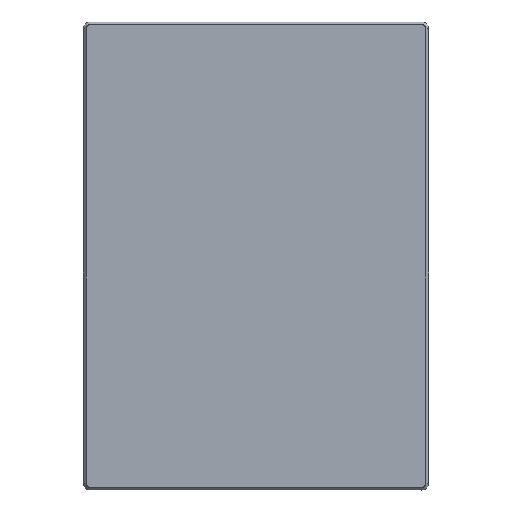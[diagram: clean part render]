
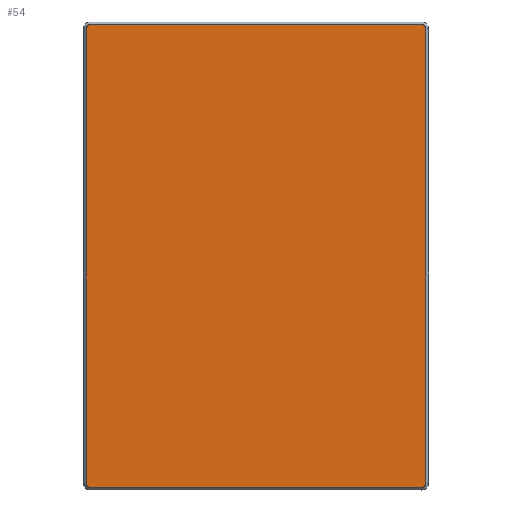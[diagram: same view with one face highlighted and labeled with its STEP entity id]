
A CAD part, top view. The second image highlights one B-rep face of the part: STEP entity #54.
In plain terms, the highlighted planar face has unit normal (0, 0, 1).
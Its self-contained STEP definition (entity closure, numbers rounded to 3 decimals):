
#13 = FACE_OUTER_BOUND ( 'NONE', #1275, .T. ) ;
#25 = EDGE_CURVE ( 'NONE', #1198, #801, #307, .T. ) ;
#34 = CARTESIAN_POINT ( 'NONE',  ( -48.968, -68.322, 197.647 ) ) ;
#44 = ORIENTED_EDGE ( 'NONE', *, *, #441, .F. ) ;
#54 = ADVANCED_FACE ( 'NONE', ( #13 ), #947, .F. ) ;
#91 = AXIS2_PLACEMENT_3D ( 'NONE', #839, #953, #1271 ) ;
#97 = CARTESIAN_POINT ( 'NONE',  ( 0.472, -68.322, 197.647 ) ) ;
#103 = ORIENTED_EDGE ( 'NONE', *, *, #1333, .F. ) ;
#107 = DIRECTION ( 'NONE',  ( 0., 0., -1. ) ) ;
#121 = VERTEX_POINT ( 'NONE', #1298 ) ;
#175 = DIRECTION ( 'NONE',  ( 0., -1., 0. ) ) ;
#181 = CIRCLE ( 'NONE', #91, 1.2 ) ;
#261 = AXIS2_PLACEMENT_3D ( 'NONE', #1352, #107, #1360 ) ;
#268 = CARTESIAN_POINT ( 'NONE',  ( -48.968, 68.322, 197.647 ) ) ;
#277 = CARTESIAN_POINT ( 'NONE',  ( 50.168, 0., 197.647 ) ) ;
#307 = LINE ( 'NONE', #841, #552 ) ;
#336 = CARTESIAN_POINT ( 'NONE',  ( -50.168, -67.122, 197.647 ) ) ;
#348 = CIRCLE ( 'NONE', #261, 1.2 ) ;
#350 = CARTESIAN_POINT ( 'NONE',  ( 48.968, 67.122, 197.647 ) ) ;
#379 = CARTESIAN_POINT ( 'NONE',  ( 48.968, -67.122, 197.647 ) ) ;
#407 = VERTEX_POINT ( 'NONE', #336 ) ;
#418 = VECTOR ( 'NONE', #175, 1000. ) ;
#420 = CARTESIAN_POINT ( 'NONE',  ( 0.472, 0., 197.647 ) ) ;
#433 = ORIENTED_EDGE ( 'NONE', *, *, #629, .F. ) ;
#441 = EDGE_CURVE ( 'NONE', #603, #407, #348, .T. ) ;
#443 = DIRECTION ( 'NONE',  ( 1., 0., 0. ) ) ;
#449 = CARTESIAN_POINT ( 'NONE',  ( -50.168, 67.122, 197.647 ) ) ;
#506 = ORIENTED_EDGE ( 'NONE', *, *, #1211, .F. ) ;
#519 = LINE ( 'NONE', #932, #684 ) ;
#523 = VERTEX_POINT ( 'NONE', #449 ) ;
#524 = CIRCLE ( 'NONE', #699, 1.2 ) ;
#545 = AXIS2_PLACEMENT_3D ( 'NONE', #350, #662, #1081 ) ;
#552 = VECTOR ( 'NONE', #443, 1000. ) ;
#593 = DIRECTION ( 'NONE',  ( -1., 0., 0. ) ) ;
#603 = VERTEX_POINT ( 'NONE', #34 ) ;
#629 = EDGE_CURVE ( 'NONE', #801, #1350, #1127, .T. ) ;
#651 = ORIENTED_EDGE ( 'NONE', *, *, #711, .F. ) ;
#655 = CARTESIAN_POINT ( 'NONE',  ( 48.968, 68.322, 197.647 ) ) ;
#660 = AXIS2_PLACEMENT_3D ( 'NONE', #420, #1274, #1246 ) ;
#662 = DIRECTION ( 'NONE',  ( 0., 0., -1. ) ) ;
#684 = VECTOR ( 'NONE', #725, 1000. ) ;
#696 = LINE ( 'NONE', #277, #418 ) ;
#699 = AXIS2_PLACEMENT_3D ( 'NONE', #379, #1118, #593 ) ;
#711 = EDGE_CURVE ( 'NONE', #523, #1198, #181, .T. ) ;
#725 = DIRECTION ( 'NONE',  ( 0., 1., 0. ) ) ;
#740 = CARTESIAN_POINT ( 'NONE',  ( 50.168, 67.122, 197.647 ) ) ;
#781 = ORIENTED_EDGE ( 'NONE', *, *, #25, .F. ) ;
#801 = VERTEX_POINT ( 'NONE', #655 ) ;
#811 = VERTEX_POINT ( 'NONE', #1098 ) ;
#839 = CARTESIAN_POINT ( 'NONE',  ( -48.968, 67.122, 197.647 ) ) ;
#841 = CARTESIAN_POINT ( 'NONE',  ( 0.472, 68.322, 197.647 ) ) ;
#923 = ORIENTED_EDGE ( 'NONE', *, *, #1063, .F. ) ;
#932 = CARTESIAN_POINT ( 'NONE',  ( -50.168, 0., 197.647 ) ) ;
#947 = PLANE ( 'NONE',  #660 ) ;
#952 = LINE ( 'NONE', #97, #1079 ) ;
#953 = DIRECTION ( 'NONE',  ( 0., 0., -1. ) ) ;
#1043 = DIRECTION ( 'NONE',  ( -1., 0., 0. ) ) ;
#1063 = EDGE_CURVE ( 'NONE', #1350, #121, #696, .T. ) ;
#1079 = VECTOR ( 'NONE', #1043, 1000. ) ;
#1081 = DIRECTION ( 'NONE',  ( -1., 0., 0. ) ) ;
#1096 = ORIENTED_EDGE ( 'NONE', *, *, #1319, .F. ) ;
#1098 = CARTESIAN_POINT ( 'NONE',  ( 48.968, -68.322, 197.647 ) ) ;
#1118 = DIRECTION ( 'NONE',  ( 0., 0., -1. ) ) ;
#1127 = CIRCLE ( 'NONE', #545, 1.2 ) ;
#1198 = VERTEX_POINT ( 'NONE', #268 ) ;
#1211 = EDGE_CURVE ( 'NONE', #121, #811, #524, .T. ) ;
#1246 = DIRECTION ( 'NONE',  ( -1., 0., 0. ) ) ;
#1271 = DIRECTION ( 'NONE',  ( -1., 0., 0. ) ) ;
#1274 = DIRECTION ( 'NONE',  ( 0., 0., -1. ) ) ;
#1275 = EDGE_LOOP ( 'NONE', ( #781, #651, #103, #44, #1096, #506, #923, #433 ) ) ;
#1298 = CARTESIAN_POINT ( 'NONE',  ( 50.168, -67.122, 197.647 ) ) ;
#1319 = EDGE_CURVE ( 'NONE', #811, #603, #952, .T. ) ;
#1333 = EDGE_CURVE ( 'NONE', #407, #523, #519, .T. ) ;
#1350 = VERTEX_POINT ( 'NONE', #740 ) ;
#1352 = CARTESIAN_POINT ( 'NONE',  ( -48.968, -67.122, 197.647 ) ) ;
#1360 = DIRECTION ( 'NONE',  ( -1., 0., 0. ) ) ;
